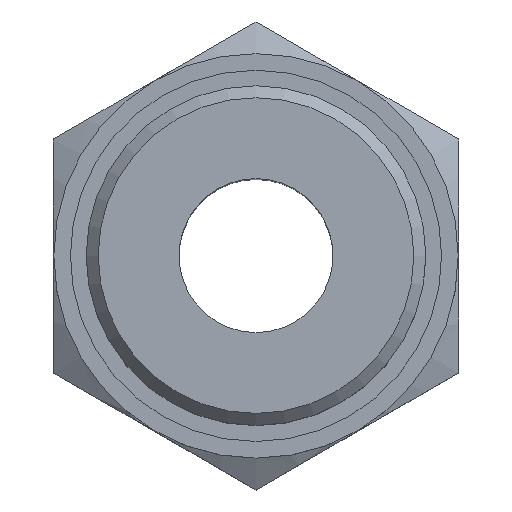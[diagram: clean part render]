
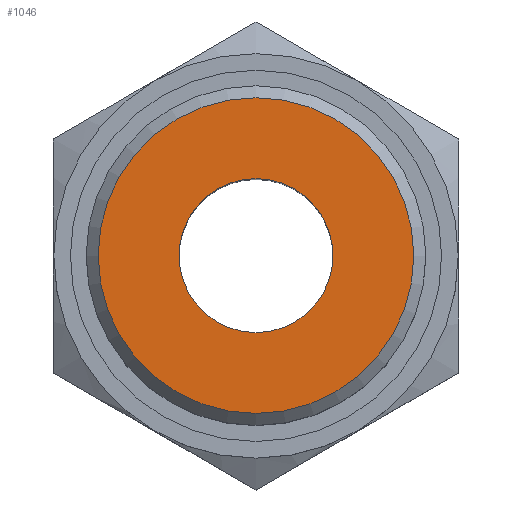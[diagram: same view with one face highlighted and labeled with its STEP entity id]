
A CAD part, top view. The second image highlights one B-rep face of the part: STEP entity #1046.
In plain terms, the highlighted planar face has unit normal (0, 0, 1).
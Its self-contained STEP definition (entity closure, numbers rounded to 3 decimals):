
#52=PLANE('',#1122);
#90=CIRCLE('',#1120,19.476);
#92=CIRCLE('',#1123,9.5);
#164=ORIENTED_EDGE('',*,*,#348,.T.);
#165=ORIENTED_EDGE('',*,*,#346,.F.);
#346=EDGE_CURVE('',#422,#422,#90,.T.);
#348=EDGE_CURVE('',#424,#424,#92,.T.);
#422=VERTEX_POINT('',#1588);
#424=VERTEX_POINT('',#1593);
#510=EDGE_LOOP('',(#164));
#511=EDGE_LOOP('',(#165));
#584=FACE_BOUND('',#510,.T.);
#585=FACE_BOUND('',#511,.T.);
#1046=ADVANCED_FACE('',(#584,#585),#52,.T.);
#1120=AXIS2_PLACEMENT_3D('',#1587,#1247,#1248);
#1122=AXIS2_PLACEMENT_3D('',#1591,#1251,#1252);
#1123=AXIS2_PLACEMENT_3D('',#1592,#1253,#1254);
#1247=DIRECTION('',(0.,0.,-1.));
#1248=DIRECTION('',(-1.,0.,0.));
#1251=DIRECTION('',(0.,0.,1.));
#1252=DIRECTION('',(1.,0.,0.));
#1253=DIRECTION('',(0.,0.,-1.));
#1254=DIRECTION('',(-1.,0.,0.));
#1587=CARTESIAN_POINT('',(0.,0.,20.));
#1588=CARTESIAN_POINT('',(-19.476,0.,20.));
#1591=CARTESIAN_POINT('',(0.,19.476,20.));
#1592=CARTESIAN_POINT('',(0.,0.,20.));
#1593=CARTESIAN_POINT('',(-9.5,0.,20.));
